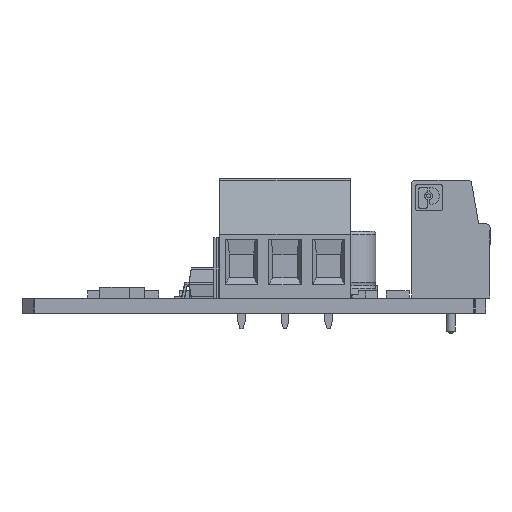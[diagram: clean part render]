
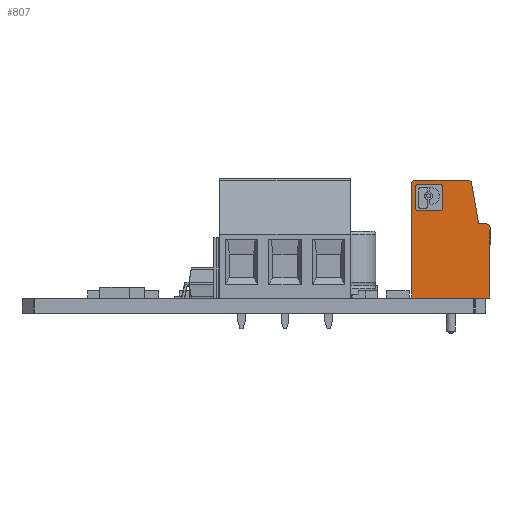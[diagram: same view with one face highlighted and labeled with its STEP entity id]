
A CAD part, left-side view. The second image highlights one B-rep face of the part: STEP entity #807.
In plain terms, the highlighted face is planar.
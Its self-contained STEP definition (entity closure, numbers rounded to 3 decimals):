
#124 = CARTESIAN_POINT ( 'NONE',  ( 49.549, 25.553, 18.948 ) ) ;
#146 = EDGE_CURVE ( 'NONE', #7196, #1951, #24933, .T. ) ;
#807 = ADVANCED_FACE ( 'NONE', ( #10833, #6134 ), #33687, .F. ) ;
#878 = CARTESIAN_POINT ( 'NONE',  ( 55.199, 15.553, 18.948 ) ) ;
#958 = CARTESIAN_POINT ( 'NONE',  ( 46.549, 28.703, 18.948 ) ) ;
#1081 = VECTOR ( 'NONE', #26169, 1000. ) ;
#1187 = CIRCLE ( 'NONE', #33530, 0.15 ) ;
#1502 = EDGE_LOOP ( 'NONE', ( #30696, #32701, #3542, #4068, #13895, #16321, #21109, #2073, #10050 ) ) ;
#1951 = VERTEX_POINT ( 'NONE', #26843 ) ;
#2073 = ORIENTED_EDGE ( 'NONE', *, *, #31422, .T. ) ;
#2119 = CARTESIAN_POINT ( 'NONE',  ( 46.699, 28.403, 18.948 ) ) ;
#2228 = ORIENTED_EDGE ( 'NONE', *, *, #146, .F. ) ;
#2286 = EDGE_CURVE ( 'NONE', #13811, #21871, #19402, .T. ) ;
#2369 = LINE ( 'NONE', #32046, #15419 ) ;
#2477 = EDGE_CURVE ( 'NONE', #13180, #31675, #23139, .T. ) ;
#2489 = LINE ( 'NONE', #20242, #21197 ) ;
#2554 = EDGE_CURVE ( 'NONE', #8942, #4725, #36668, .T. ) ;
#3542 = ORIENTED_EDGE ( 'NONE', *, *, #26329, .F. ) ;
#3713 = CARTESIAN_POINT ( 'NONE',  ( 52.724, 29.053, 18.948 ) ) ;
#3772 = DIRECTION ( 'NONE',  ( -1., 0., 0. ) ) ;
#3870 = VERTEX_POINT ( 'NONE', #37409 ) ;
#4068 = ORIENTED_EDGE ( 'NONE', *, *, #33363, .F. ) ;
#4203 = CARTESIAN_POINT ( 'NONE',  ( 54.849, 23.703, 18.948 ) ) ;
#4540 = DIRECTION ( 'NONE',  ( 0., -1., 0. ) ) ;
#4723 = AXIS2_PLACEMENT_3D ( 'NONE', #4203, #6940, #33775 ) ;
#4725 = VERTEX_POINT ( 'NONE', #3713 ) ;
#5837 = VERTEX_POINT ( 'NONE', #10209 ) ;
#6134 = FACE_BOUND ( 'NONE', #28286, .T. ) ;
#6344 = VECTOR ( 'NONE', #29586, 1000. ) ;
#6546 = EDGE_CURVE ( 'NONE', #1951, #5837, #1187, .T. ) ;
#6844 = VECTOR ( 'NONE', #7007, 1000. ) ;
#6940 = DIRECTION ( 'NONE',  ( 0., 0., -1. ) ) ;
#7007 = DIRECTION ( 'NONE',  ( 0., 1., 0. ) ) ;
#7196 = VERTEX_POINT ( 'NONE', #2119 ) ;
#7632 = DIRECTION ( 'NONE',  ( -1., 0., 0. ) ) ;
#7795 = CIRCLE ( 'NONE', #37562, 0.35 ) ;
#7830 = EDGE_CURVE ( 'NONE', #21831, #29124, #2369, .T. ) ;
#8261 = ORIENTED_EDGE ( 'NONE', *, *, #30493, .F. ) ;
#8323 = CARTESIAN_POINT ( 'NONE',  ( 49.699, 25.703, 18.948 ) ) ;
#8629 = DIRECTION ( 'NONE',  ( 0., 1., 0. ) ) ;
#8646 = LINE ( 'NONE', #19724, #22651 ) ;
#8647 = VECTOR ( 'NONE', #28123, 1000. ) ;
#8671 = CARTESIAN_POINT ( 'NONE',  ( 0., 15.553, 18.948 ) ) ;
#8942 = VERTEX_POINT ( 'NONE', #25803 ) ;
#8970 = AXIS2_PLACEMENT_3D ( 'NONE', #23005, #11335, #38141 ) ;
#9534 = AXIS2_PLACEMENT_3D ( 'NONE', #28705, #25564, #7632 ) ;
#9757 = CARTESIAN_POINT ( 'NONE',  ( 49.699, 0., 18.948 ) ) ;
#10050 = ORIENTED_EDGE ( 'NONE', *, *, #2286, .F. ) ;
#10209 = CARTESIAN_POINT ( 'NONE',  ( 46.849, 25.553, 18.948 ) ) ;
#10481 = ORIENTED_EDGE ( 'NONE', *, *, #6546, .F. ) ;
#10833 = FACE_OUTER_BOUND ( 'NONE', #1502, .T. ) ;
#11090 = CARTESIAN_POINT ( 'NONE',  ( 49.549, 25.703, 18.948 ) ) ;
#11335 = DIRECTION ( 'NONE',  ( 0., 0., 1. ) ) ;
#12079 = CARTESIAN_POINT ( 'NONE',  ( 53.069, 28.763, 18.948 ) ) ;
#12381 = DIRECTION ( 'NONE',  ( 0., 0., -1. ) ) ;
#12654 = CARTESIAN_POINT ( 'NONE',  ( 49.549, 28.553, 18.948 ) ) ;
#12733 = CIRCLE ( 'NONE', #9534, 0.15 ) ;
#12784 = VERTEX_POINT ( 'NONE', #8323 ) ;
#13180 = VERTEX_POINT ( 'NONE', #36932 ) ;
#13458 = CARTESIAN_POINT ( 'NONE',  ( 46.699, 0., 18.948 ) ) ;
#13517 = ORIENTED_EDGE ( 'NONE', *, *, #2477, .F. ) ;
#13811 = VERTEX_POINT ( 'NONE', #26512 ) ;
#13895 = ORIENTED_EDGE ( 'NONE', *, *, #2554, .F. ) ;
#13925 = DIRECTION ( 'NONE',  ( 0., 0., 1. ) ) ;
#14062 = CARTESIAN_POINT ( 'NONE',  ( 0., 29.053, 18.948 ) ) ;
#14786 = CARTESIAN_POINT ( 'NONE',  ( 46.849, 28.553, 18.948 ) ) ;
#15038 = EDGE_CURVE ( 'NONE', #21232, #12784, #23518, .T. ) ;
#15419 = VECTOR ( 'NONE', #32294, 1000. ) ;
#15635 = CARTESIAN_POINT ( 'NONE',  ( 0., 0., 18.948 ) ) ;
#16321 = ORIENTED_EDGE ( 'NONE', *, *, #31149, .F. ) ;
#16651 = LINE ( 'NONE', #9757, #6844 ) ;
#16865 = AXIS2_PLACEMENT_3D ( 'NONE', #28466, #34596, #4540 ) ;
#16957 = DIRECTION ( 'NONE',  ( -1., 0., 0. ) ) ;
#16968 = DIRECTION ( 'NONE',  ( 0.174, -0.985, 0. ) ) ;
#18739 = EDGE_CURVE ( 'NONE', #12784, #13180, #16651, .T. ) ;
#18932 = ORIENTED_EDGE ( 'NONE', *, *, #18739, .F. ) ;
#18978 = VERTEX_POINT ( 'NONE', #12079 ) ;
#19402 = LINE ( 'NONE', #24983, #8647 ) ;
#19414 = EDGE_CURVE ( 'NONE', #33521, #7196, #12733, .T. ) ;
#19502 = CARTESIAN_POINT ( 'NONE',  ( 0., 25.553, 18.948 ) ) ;
#19724 = CARTESIAN_POINT ( 'NONE',  ( 53.069, 28.763, 18.948 ) ) ;
#20242 = CARTESIAN_POINT ( 'NONE',  ( 46.199, 15.953, 18.948 ) ) ;
#20415 = DIRECTION ( 'NONE',  ( 0., -1., 0. ) ) ;
#20912 = VERTEX_POINT ( 'NONE', #34702 ) ;
#21109 = ORIENTED_EDGE ( 'NONE', *, *, #29227, .F. ) ;
#21197 = VECTOR ( 'NONE', #8629, 1000. ) ;
#21232 = VERTEX_POINT ( 'NONE', #124 ) ;
#21524 = LINE ( 'NONE', #33080, #24326 ) ;
#21633 = ORIENTED_EDGE ( 'NONE', *, *, #19414, .F. ) ;
#21831 = VERTEX_POINT ( 'NONE', #33368 ) ;
#21871 = VERTEX_POINT ( 'NONE', #878 ) ;
#21906 = DIRECTION ( 'NONE',  ( 0., 1., 0. ) ) ;
#22023 = DIRECTION ( 'NONE',  ( 0., 0., -1. ) ) ;
#22586 = DIRECTION ( 'NONE',  ( 0., 0., 1. ) ) ;
#22651 = VECTOR ( 'NONE', #16968, 1000. ) ;
#23005 = CARTESIAN_POINT ( 'NONE',  ( 49.549, 28.403, 18.948 ) ) ;
#23139 = CIRCLE ( 'NONE', #8970, 0.15 ) ;
#23466 = ORIENTED_EDGE ( 'NONE', *, *, #35178, .F. ) ;
#23518 = CIRCLE ( 'NONE', #25054, 0.15 ) ;
#23580 = VECTOR ( 'NONE', #37560, 1000. ) ;
#24158 = DIRECTION ( 'NONE',  ( -1., 0., 0. ) ) ;
#24326 = VECTOR ( 'NONE', #24158, 1000. ) ;
#24933 = LINE ( 'NONE', #13458, #33351 ) ;
#24983 = CARTESIAN_POINT ( 'NONE',  ( 55.199, 0., 18.948 ) ) ;
#25054 = AXIS2_PLACEMENT_3D ( 'NONE', #11090, #13925, #16957 ) ;
#25564 = DIRECTION ( 'NONE',  ( 0., 0., 1. ) ) ;
#25571 = CIRCLE ( 'NONE', #16865, 0.35 ) ;
#25803 = CARTESIAN_POINT ( 'NONE',  ( 46.549, 29.053, 18.947 ) ) ;
#26070 = EDGE_CURVE ( 'NONE', #21831, #13811, #35413, .T. ) ;
#26169 = DIRECTION ( 'NONE',  ( 1., 0., 0. ) ) ;
#26329 = EDGE_CURVE ( 'NONE', #18978, #29124, #8646, .T. ) ;
#26512 = CARTESIAN_POINT ( 'NONE',  ( 55.199, 23.703, 18.948 ) ) ;
#26843 = CARTESIAN_POINT ( 'NONE',  ( 46.699, 25.703, 18.948 ) ) ;
#28123 = DIRECTION ( 'NONE',  ( 0., -1., 0. ) ) ;
#28172 = AXIS2_PLACEMENT_3D ( 'NONE', #15635, #12381, #3772 ) ;
#28286 = EDGE_LOOP ( 'NONE', ( #21633, #8261, #13517, #18932, #37737, #23466, #10481, #2228 ) ) ;
#28352 = LINE ( 'NONE', #8671, #6344 ) ;
#28466 = CARTESIAN_POINT ( 'NONE',  ( 52.724, 28.703, 18.948 ) ) ;
#28705 = CARTESIAN_POINT ( 'NONE',  ( 46.849, 28.403, 18.948 ) ) ;
#28986 = CARTESIAN_POINT ( 'NONE',  ( 46.849, 25.703, 18.948 ) ) ;
#29124 = VERTEX_POINT ( 'NONE', #37912 ) ;
#29227 = EDGE_CURVE ( 'NONE', #20912, #3870, #2489, .T. ) ;
#29586 = DIRECTION ( 'NONE',  ( 1., 0., 0. ) ) ;
#30493 = EDGE_CURVE ( 'NONE', #31675, #33521, #21524, .T. ) ;
#30696 = ORIENTED_EDGE ( 'NONE', *, *, #26070, .F. ) ;
#31149 = EDGE_CURVE ( 'NONE', #3870, #8942, #7795, .T. ) ;
#31422 = EDGE_CURVE ( 'NONE', #20912, #21871, #28352, .T. ) ;
#31538 = LINE ( 'NONE', #19502, #23580 ) ;
#31675 = VERTEX_POINT ( 'NONE', #12654 ) ;
#32046 = CARTESIAN_POINT ( 'NONE',  ( 55.199, 24.053, 18.948 ) ) ;
#32294 = DIRECTION ( 'NONE',  ( -1., 0., 0. ) ) ;
#32701 = ORIENTED_EDGE ( 'NONE', *, *, #7830, .T. ) ;
#33080 = CARTESIAN_POINT ( 'NONE',  ( 0., 28.553, 18.948 ) ) ;
#33351 = VECTOR ( 'NONE', #20415, 1000. ) ;
#33363 = EDGE_CURVE ( 'NONE', #4725, #18978, #25571, .T. ) ;
#33368 = CARTESIAN_POINT ( 'NONE',  ( 54.849, 24.053, 18.948 ) ) ;
#33521 = VERTEX_POINT ( 'NONE', #14786 ) ;
#33530 = AXIS2_PLACEMENT_3D ( 'NONE', #28986, #22586, #34864 ) ;
#33687 = PLANE ( 'NONE',  #28172 ) ;
#33775 = DIRECTION ( 'NONE',  ( 0., -1., 0. ) ) ;
#34596 = DIRECTION ( 'NONE',  ( 0., 0., -1. ) ) ;
#34702 = CARTESIAN_POINT ( 'NONE',  ( 46.199, 15.553, 18.948 ) ) ;
#34864 = DIRECTION ( 'NONE',  ( -1., 0., 0. ) ) ;
#35178 = EDGE_CURVE ( 'NONE', #5837, #21232, #31538, .T. ) ;
#35413 = CIRCLE ( 'NONE', #4723, 0.35 ) ;
#36668 = LINE ( 'NONE', #14062, #1081 ) ;
#36932 = CARTESIAN_POINT ( 'NONE',  ( 49.699, 28.403, 18.948 ) ) ;
#37409 = CARTESIAN_POINT ( 'NONE',  ( 46.199, 28.703, 18.948 ) ) ;
#37560 = DIRECTION ( 'NONE',  ( 1., 0., 0. ) ) ;
#37562 = AXIS2_PLACEMENT_3D ( 'NONE', #958, #22023, #21906 ) ;
#37737 = ORIENTED_EDGE ( 'NONE', *, *, #15038, .F. ) ;
#37912 = CARTESIAN_POINT ( 'NONE',  ( 53.899, 24.053, 18.948 ) ) ;
#38141 = DIRECTION ( 'NONE',  ( -1., 0., 0. ) ) ;
